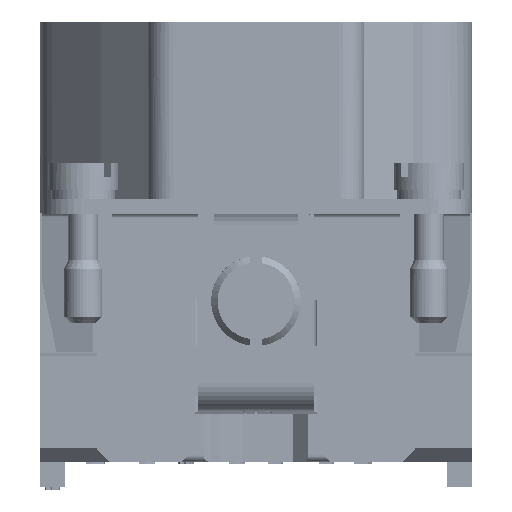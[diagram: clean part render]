
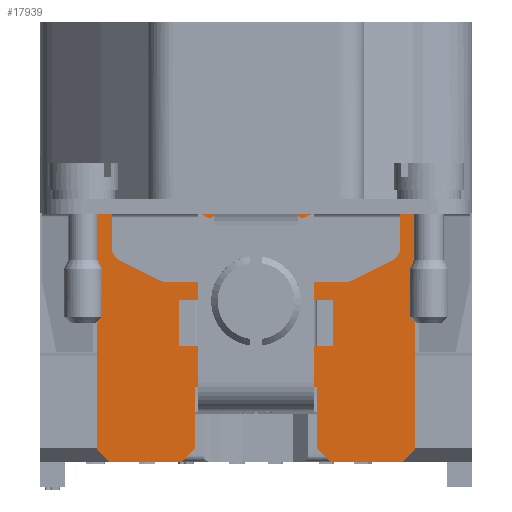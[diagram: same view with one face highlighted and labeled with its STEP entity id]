
A CAD part, left-side view. The second image highlights one B-rep face of the part: STEP entity #17939.
In plain terms, the highlighted planar face has unit normal (-1, 0, 0).
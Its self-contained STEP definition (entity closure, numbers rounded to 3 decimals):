
#15539=CIRCLE('',#110148,3.2);
#15540=CIRCLE('',#110149,3.2);
#17939=ADVANCED_FACE('',(#26303),#22766,.T.);
#22766=PLANE('',#110150);
#26303=FACE_OUTER_BOUND('',#31835,.T.);
#31835=EDGE_LOOP('',(#42789,#42790,#42791,#42792,#42793,#42794,#42795,#42796,
#42797,#42798,#42799,#42800,#42801,#42802,#42803,#42804,#42805,#42806,#42807,
#42808,#42809,#42810,#42811,#42812,#42813,#42814,#42815,#42816));
#42789=ORIENTED_EDGE('',*,*,#74078,.T.);
#42790=ORIENTED_EDGE('',*,*,#78649,.T.);
#42791=ORIENTED_EDGE('',*,*,#74084,.T.);
#42792=ORIENTED_EDGE('',*,*,#76781,.F.);
#42793=ORIENTED_EDGE('',*,*,#76780,.T.);
#42794=ORIENTED_EDGE('',*,*,#78647,.T.);
#42795=ORIENTED_EDGE('',*,*,#78650,.T.);
#42796=ORIENTED_EDGE('',*,*,#78651,.T.);
#42797=ORIENTED_EDGE('',*,*,#78466,.T.);
#42798=ORIENTED_EDGE('',*,*,#76801,.T.);
#42799=ORIENTED_EDGE('',*,*,#78508,.T.);
#42800=ORIENTED_EDGE('',*,*,#74073,.T.);
#42801=ORIENTED_EDGE('',*,*,#78560,.T.);
#42802=ORIENTED_EDGE('',*,*,#75245,.T.);
#42803=ORIENTED_EDGE('',*,*,#78551,.F.);
#42804=ORIENTED_EDGE('',*,*,#74064,.T.);
#42805=ORIENTED_EDGE('',*,*,#78514,.T.);
#42806=ORIENTED_EDGE('',*,*,#76111,.T.);
#42807=ORIENTED_EDGE('',*,*,#76799,.T.);
#42808=ORIENTED_EDGE('',*,*,#76797,.T.);
#42809=ORIENTED_EDGE('',*,*,#75380,.T.);
#42810=ORIENTED_EDGE('',*,*,#76796,.T.);
#42811=ORIENTED_EDGE('',*,*,#76794,.T.);
#42812=ORIENTED_EDGE('',*,*,#76792,.F.);
#42813=ORIENTED_EDGE('',*,*,#74088,.T.);
#42814=ORIENTED_EDGE('',*,*,#78652,.T.);
#42815=ORIENTED_EDGE('',*,*,#74094,.T.);
#42816=ORIENTED_EDGE('',*,*,#76786,.T.);
#64545=VERTEX_POINT('',#139318);
#64546=VERTEX_POINT('',#139320);
#64554=VERTEX_POINT('',#139337);
#64555=VERTEX_POINT('',#139339);
#64559=VERTEX_POINT('',#139348);
#64560=VERTEX_POINT('',#139350);
#64565=VERTEX_POINT('',#139360);
#64566=VERTEX_POINT('',#139362);
#64569=VERTEX_POINT('',#139369);
#64570=VERTEX_POINT('',#139371);
#64575=VERTEX_POINT('',#139381);
#64576=VERTEX_POINT('',#139383);
#65724=VERTEX_POINT('',#142075);
#65725=VERTEX_POINT('',#142077);
#65852=VERTEX_POINT('',#142340);
#65853=VERTEX_POINT('',#142342);
#66488=VERTEX_POINT('',#143818);
#66489=VERTEX_POINT('',#143820);
#66986=VERTEX_POINT('',#145344);
#66988=VERTEX_POINT('',#145348);
#66997=VERTEX_POINT('',#145373);
#66998=VERTEX_POINT('',#145377);
#66999=VERTEX_POINT('',#145383);
#67000=VERTEX_POINT('',#145389);
#67001=VERTEX_POINT('',#145391);
#67978=VERTEX_POINT('',#148506);
#68032=VERTEX_POINT('',#148918);
#68033=VERTEX_POINT('',#148923);
#74064=EDGE_CURVE('',#64546,#64545,#88253,.T.);
#74073=EDGE_CURVE('',#64555,#64554,#88262,.T.);
#74078=EDGE_CURVE('',#64560,#64559,#88267,.T.);
#74084=EDGE_CURVE('',#64566,#64565,#88273,.T.);
#74088=EDGE_CURVE('',#64570,#64569,#88277,.T.);
#74094=EDGE_CURVE('',#64576,#64575,#88283,.T.);
#75245=EDGE_CURVE('',#65725,#65724,#88844,.T.);
#75380=EDGE_CURVE('',#65853,#65852,#88954,.T.);
#76111=EDGE_CURVE('',#66489,#66488,#89486,.T.);
#76780=EDGE_CURVE('',#66986,#66988,#89877,.T.);
#76781=EDGE_CURVE('',#66986,#64565,#89878,.T.);
#76786=EDGE_CURVE('',#64575,#64560,#89883,.T.);
#76792=EDGE_CURVE('',#64570,#66997,#89889,.T.);
#76794=EDGE_CURVE('',#66998,#66997,#89891,.T.);
#76796=EDGE_CURVE('',#65852,#66998,#89893,.T.);
#76797=EDGE_CURVE('',#66999,#65853,#89894,.T.);
#76799=EDGE_CURVE('',#66488,#66999,#89896,.T.);
#76801=EDGE_CURVE('',#67001,#67000,#89898,.T.);
#78466=EDGE_CURVE('',#67978,#67001,#91306,.T.);
#78508=EDGE_CURVE('',#67000,#64555,#91348,.T.);
#78514=EDGE_CURVE('',#64545,#66489,#91354,.T.);
#78551=EDGE_CURVE('',#64546,#65724,#91389,.T.);
#78560=EDGE_CURVE('',#64554,#65725,#91398,.T.);
#78647=EDGE_CURVE('',#66988,#68032,#91457,.T.);
#78649=EDGE_CURVE('',#64559,#64566,#15539,.T.);
#78650=EDGE_CURVE('',#68032,#68033,#91459,.T.);
#78651=EDGE_CURVE('',#68033,#67978,#91460,.T.);
#78652=EDGE_CURVE('',#64569,#64576,#15540,.T.);
#88253=LINE('',#139319,#97732);
#88262=LINE('',#139338,#97741);
#88267=LINE('',#139349,#97746);
#88273=LINE('',#139361,#97752);
#88277=LINE('',#139370,#97756);
#88283=LINE('',#139382,#97762);
#88844=LINE('',#142076,#98323);
#88954=LINE('',#142341,#98433);
#89486=LINE('',#143819,#98965);
#89877=LINE('',#145349,#99356);
#89878=LINE('',#145351,#99357);
#89883=LINE('',#145361,#99362);
#89889=LINE('',#145372,#99368);
#89891=LINE('',#145376,#99370);
#89893=LINE('',#145380,#99372);
#89894=LINE('',#145382,#99373);
#89896=LINE('',#145386,#99375);
#89898=LINE('',#145390,#99377);
#91306=LINE('',#148505,#100785);
#91348=LINE('',#148621,#100827);
#91354=LINE('',#148633,#100833);
#91389=LINE('',#148699,#100868);
#91398=LINE('',#148715,#100877);
#91457=LINE('',#148917,#100936);
#91459=LINE('',#148922,#100938);
#91460=LINE('',#148924,#100939);
#97732=VECTOR('',#114851,1.);
#97741=VECTOR('',#114862,1.);
#97746=VECTOR('',#114869,1.);
#97752=VECTOR('',#114875,1.);
#97756=VECTOR('',#114881,1.);
#97762=VECTOR('',#114887,1.);
#98323=VECTOR('',#117040,1.);
#98433=VECTOR('',#117204,1.);
#98965=VECTOR('',#118356,1.);
#99356=VECTOR('',#119977,1.);
#99357=VECTOR('',#119980,1.);
#99362=VECTOR('',#119987,1.);
#99368=VECTOR('',#119995,1.);
#99370=VECTOR('',#119999,1.);
#99372=VECTOR('',#120003,1.);
#99373=VECTOR('',#120006,1.);
#99375=VECTOR('',#120010,1.);
#99377=VECTOR('',#120014,1.);
#100785=VECTOR('',#122882,1.);
#100827=VECTOR('',#123062,1.);
#100833=VECTOR('',#123080,1.);
#100868=VECTOR('',#123173,1.);
#100877=VECTOR('',#123196,1.);
#100936=VECTOR('',#123399,1.);
#100938=VECTOR('',#123405,1.);
#100939=VECTOR('',#123406,1.);
#110148=AXIS2_PLACEMENT_3D('',#148921,#123403,#123404);
#110149=AXIS2_PLACEMENT_3D('',#148925,#123407,#123408);
#110150=AXIS2_PLACEMENT_3D('',#148926,#123409,#123410);
#114851=DIRECTION('',(0.,1.,0.));
#114862=DIRECTION('',(0.,1.,0.));
#114869=DIRECTION('',(0.,-0.078,-0.997));
#114875=DIRECTION('',(0.,-0.078,-0.997));
#114881=DIRECTION('',(0.,-0.078,0.997));
#114887=DIRECTION('',(0.,-0.078,0.997));
#117040=DIRECTION('',(0.,1.,0.));
#117204=DIRECTION('',(0.,-1.,0.));
#118356=DIRECTION('',(0.,1.,0.));
#119977=DIRECTION('',(0.,0.,-1.));
#119980=DIRECTION('',(0.,1.,0.));
#119987=DIRECTION('',(0.,-1.,0.));
#119995=DIRECTION('',(0.,1.,0.));
#119999=DIRECTION('',(0.,0.,1.));
#120003=DIRECTION('',(0.,-0.707,0.707));
#120006=DIRECTION('',(0.,-0.707,-0.707));
#120010=DIRECTION('',(0.,0.,-1.));
#120014=DIRECTION('',(0.,1.,0.));
#122882=DIRECTION('',(0.,0.,1.));
#123062=DIRECTION('',(0.,0.,1.));
#123080=DIRECTION('',(0.,0.,-1.));
#123173=DIRECTION('',(0.,0.,-1.));
#123196=DIRECTION('',(0.,0.,-1.));
#123399=DIRECTION('',(0.,-0.707,-0.707));
#123403=DIRECTION('',(1.,0.,0.));
#123404=DIRECTION('',(0.,0.,1.));
#123405=DIRECTION('',(0.,-1.,0.));
#123406=DIRECTION('',(0.,-0.707,0.707));
#123407=DIRECTION('',(1.,0.,0.));
#123408=DIRECTION('',(0.,0.,1.));
#123409=DIRECTION('',(-1.,0.,0.));
#123410=DIRECTION('',(0.,-1.,0.));
#139318=CARTESIAN_POINT('',(-44.75,8.566,31.2));
#139319=CARTESIAN_POINT('',(-44.75,-12.55,31.2));
#139320=CARTESIAN_POINT('',(-44.75,4.44,31.2));
#139337=CARTESIAN_POINT('',(-44.75,-4.15,31.2));
#139338=CARTESIAN_POINT('',(-44.75,-12.55,31.2));
#139339=CARTESIAN_POINT('',(-44.75,-8.663,31.2));
#139348=CARTESIAN_POINT('',(-44.75,-2.76,24.819));
#139349=CARTESIAN_POINT('',(-44.75,-2.316,30.5));
#139350=CARTESIAN_POINT('',(-44.75,-2.5,28.15));
#139360=CARTESIAN_POINT('',(-44.75,-3.41,16.5));
#139361=CARTESIAN_POINT('',(-44.75,-2.316,30.5));
#139362=CARTESIAN_POINT('',(-44.75,-2.978,22.029));
#139369=CARTESIAN_POINT('',(-44.75,2.978,22.029));
#139370=CARTESIAN_POINT('',(-44.75,2.164,32.45));
#139371=CARTESIAN_POINT('',(-44.75,3.41,16.5));
#139381=CARTESIAN_POINT('',(-44.75,2.5,28.15));
#139382=CARTESIAN_POINT('',(-44.75,2.164,32.45));
#139383=CARTESIAN_POINT('',(-44.75,2.76,24.819));
#142075=CARTESIAN_POINT('',(-44.75,4.44,30.05));
#142076=CARTESIAN_POINT('',(-44.75,-12.55,30.05));
#142077=CARTESIAN_POINT('',(-44.75,-4.15,30.05));
#142340=CARTESIAN_POINT('',(-44.75,5.8,10.65));
#142341=CARTESIAN_POINT('',(-44.75,-12.55,10.65));
#142342=CARTESIAN_POINT('',(-44.75,11.45,10.65));
#143818=CARTESIAN_POINT('',(-44.75,12.45,30.05));
#143819=CARTESIAN_POINT('',(-44.75,-12.55,30.05));
#143820=CARTESIAN_POINT('',(-44.75,8.566,30.05));
#145344=CARTESIAN_POINT('',(-44.75,-4.8,16.5));
#145348=CARTESIAN_POINT('',(-44.75,-4.8,11.65));
#145349=CARTESIAN_POINT('',(-44.75,-4.8,11.54));
#145351=CARTESIAN_POINT('',(-44.75,-18.69,16.5));
#145361=CARTESIAN_POINT('',(-44.75,6.24,28.15));
#145372=CARTESIAN_POINT('',(-44.75,-18.69,16.5));
#145373=CARTESIAN_POINT('',(-44.75,4.8,16.5));
#145376=CARTESIAN_POINT('',(-44.75,4.8,11.54));
#145377=CARTESIAN_POINT('',(-44.75,4.8,11.65));
#145380=CARTESIAN_POINT('',(-44.75,-13.7,30.15));
#145382=CARTESIAN_POINT('',(-44.75,9.775,8.975));
#145383=CARTESIAN_POINT('',(-44.75,12.45,11.65));
#145386=CARTESIAN_POINT('',(-44.75,12.45,31.3));
#145389=CARTESIAN_POINT('',(-44.75,-8.663,30.05));
#145390=CARTESIAN_POINT('',(-44.75,-12.55,30.05));
#145391=CARTESIAN_POINT('',(-44.75,-12.45,30.05));
#148505=CARTESIAN_POINT('',(-44.75,-12.45,31.3));
#148506=CARTESIAN_POINT('',(-44.75,-12.45,11.65));
#148621=CARTESIAN_POINT('',(-44.75,-8.663,31.3));
#148633=CARTESIAN_POINT('',(-44.75,8.566,31.3));
#148699=CARTESIAN_POINT('',(-44.75,4.44,30.05));
#148715=CARTESIAN_POINT('',(-44.75,-4.15,31.3));
#148917=CARTESIAN_POINT('',(-44.75,1.15,17.6));
#148918=CARTESIAN_POINT('',(-44.75,-5.8,10.65));
#148921=CARTESIAN_POINT('',(-44.75,0.,23.2));
#148922=CARTESIAN_POINT('',(-44.75,-12.55,10.65));
#148923=CARTESIAN_POINT('',(-44.75,-11.45,10.65));
#148924=CARTESIAN_POINT('',(-44.75,-22.325,21.525));
#148925=CARTESIAN_POINT('',(-44.75,0.,23.2));
#148926=CARTESIAN_POINT('',(-44.75,-12.55,31.3));
